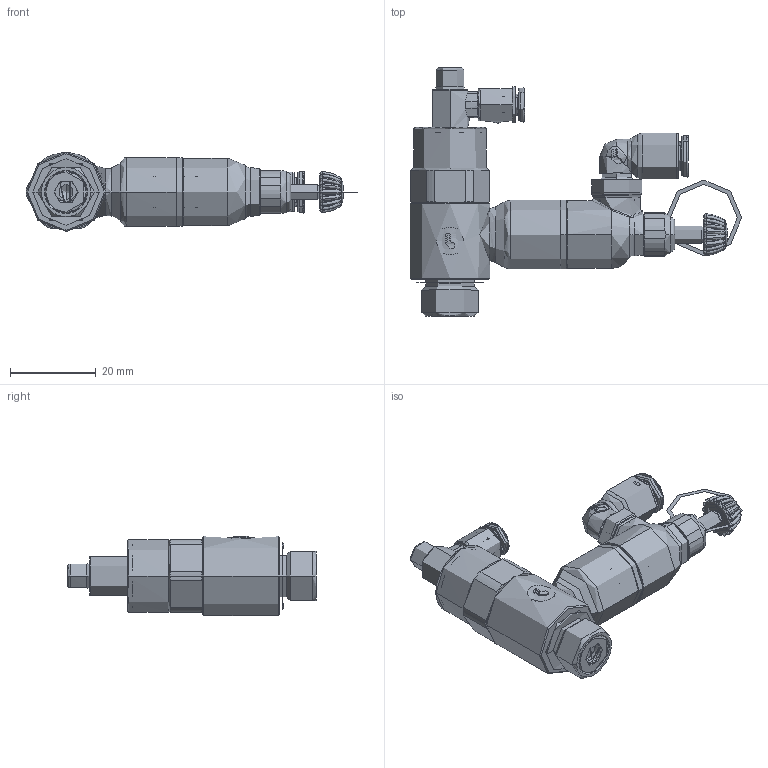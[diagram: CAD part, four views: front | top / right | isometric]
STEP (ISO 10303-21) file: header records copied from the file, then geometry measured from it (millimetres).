
FILE_DESCRIPTION(('STEP AP214'),'1');
FILE_NAME('7894_06_13.stp','2016-07-07T14:56:11',('TraceParts'),('TraceParts S.A.'),'Spatial InterOp 3D',' ',' ');
FILE_SCHEMA(('automotive_design'));
Length unit declared in the file: millimetre
Products named in the file (48): w894-06-13_asm|42101-20_ASM_86#42101-20_ASM|45110_ASM_70#45110_ASM|45140-10_67#45140-10;Solide1; w894-06-13_asm|42101-20_ASM_86#42101-20_ASM|45110_ASM_70#45110_ASM|24028-ASM_68#24028-ASM;Solide1; w894-06-13_asm|42101-20_ASM_86#42101-20_ASM|45110_ASM_70#45110_ASM|45150-10_69#45150-10;Solide1; w894-06-13_asm|42101-20_ASM_86#42101-20_ASM|44106-63_ASM_82#44106-63_ASM|44106-26_79#44106-26;Solide1; w894-06-13_asm|42101-20_ASM_86#42101-20_ASM|44106-63_ASM_82#44106-63_ASM|44106_80#44106;Solide1; w894-06-13_asm|42101-20_ASM_86#42101-20_ASM|44106-63_ASM_82#44106-63_ASM|44106-27_81#44106-27;Solide1; w894-06-13_asm|42101-20_ASM_86#42101-20_ASM|45140-33-REG-POUR-CARP_63#45140-33-REG-POUR-CARP;Solide1; w894-06-13_asm|42101-20_ASM_86#42101-20_ASM|45150-20_64#45150-20;Solide1; w894-06-13_asm|42101-20_ASM_86#42101-20_ASM|38961_65#38961;Solide1; w894-06-13_asm|42101-20_ASM_86#42101-20_ASM|23306-ASM-D14-3_D11-3_LG2-1_66#23306-ASM-D14-3_D11-3_LG2-1;Solide1; w894-06-13_asm|42101-20_ASM_86#42101-20_ASM|45150-30_71#45150-30;Solide1; w894-06-13_asm|42101-20_ASM_86#42101-20_ASM|24039-ASM_72#24039-ASM;Solide1; w894-06-13_asm|42101-20_ASM_86#42101-20_ASM|23438_ASM_DAR3_LG1-9_73#23438_ASM_DAR3_LG1-9;Solide1; w894-06-13_asm|42101-20_ASM_86#42101-20_ASM|45150-11_74#45150-11;Solide1; w894-06-13_asm|42101-20_ASM_86#42101-20_ASM|24014_ASM_D9-7_D8-1_LG1-55_75#24014_ASM_D9-7_D8-1_LG1-55;Solide1; w894-06-13_asm|42101-20_ASM_86#42101-20_ASM|44506-01_76#44506-01;Solide1; w894-06-13_asm|42101-20_ASM_86#42101-20_ASM|40426_ASM_D6_5_D5-15_LG1_45_77#40426_ASM_D6_5_D5-15_LG1_45;Solide1; w894-06-13_asm|42101-20_ASM_86#42101-20_ASM|44106-12-ASM_78#44106-12-ASM;Solide1; w894-06-13_asm|42101-20_ASM_86#42101-20_ASM|44126-20_83#44126-20;Solide1; w894-06-13_asm|42101-20_ASM_86#42101-20_ASM|45150-40_84#45150-40;Solide1; w894-06-13_asm|42101-20_ASM_86#42101-20_ASM|45140-20_85#45140-20;Solide1; w894-06-13_asm|42101-PURGE_ASM_102#42101-PURGE_ASM|44104-64_ASM_100#44104-64_ASM|44104-26_96#44104-26;Solide1; w894-06-13_asm|42101-PURGE_ASM_102#42101-PURGE_ASM|44104-64_ASM_100#44104-64_ASM|44104_97#44104;Solide1; w894-06-13_asm|42101-PURGE_ASM_102#42101-PURGE_ASM|44104-64_ASM_100#44104-64_ASM|44104-27_98#44104-27;Solide1; w894-06-13_asm|42101-PURGE_ASM_102#42101-PURGE_ASM|44104-64_ASM_100#44104-64_ASM|44124-20_99#44124-20;Solide1; w894-06-13_asm|42101-PURGE_ASM_102#42101-PURGE_ASM|42101-10_SERTI_88#42101-10_SERTI;Solide1; w894-06-13_asm|42101-PURGE_ASM_102#42101-PURGE_ASM|42101-11_89#42101-11;Solide1; w894-06-13_asm|42101-PURGE_ASM_102#42101-PURGE_ASM|42101-12_90#42101-12;Solide1; w894-06-13_asm|42101-PURGE_ASM_102#42101-PURGE_ASM|42101-13_91#42101-13;Solide1; w894-06-13_asm|42101-PURGE_ASM_102#42101-PURGE_ASM|24116_ASM_D3-9_D2-4_LG1-4_92#24116_ASM_D3-9_D2-4_LG1-4;Solide1; w894-06-13_asm|42101-PURGE_ASM_102#42101-PURGE_ASM|32785_93#32785;Solide1; w894-06-13_asm|42101-PURGE_ASM_102#42101-PURGE_ASM|23800-D6_8-D5_3-LG1_3_94#23800-D6_8-D5_3-LG1_3;Solide1; w894-06-13_asm|42101-PURGE_ASM_102#42101-PURGE_ASM|23800-D6_95-D5_5-LG1_2_95#23800-D6_95-D5_5-LG1_2;Solide1; w894-06-13_asm|42101-PURGE_ASM_102#42101-PURGE_ASM|44104-12-ASM_101#44104-12-ASM;Solide1; w894-06-13_asm|D6122-42101-01_AF1_50#D6122-42101-01_AF1;Solide1; w894-06-13_asm|42101-02_AF1_51#42101-02_AF1;Solide1; w894-06-13_asm|42101-03_AF1_52#42101-03_AF1;Solide1; w894-06-13_asm|D6122-42101-04_53#D6122-42101-04;Solide1; w894-06-13_asm|42101-05_AF1_54#42101-05_AF1;Solide1; w894-06-13_asm|42101-06_AF1_55#42101-06_AF1;Solide1 ...
Bounding box: 77.31 x 57.9 x 18.5 mm (x, y, z)
Volume: 15247.5 mm3; surface area: 24827 mm2
Topology: 48 solids, 48 shells, 3016 faces, 7752 edges, 4844 vertices
Faces by surface type: plane 804, cylinder 760, torus 625, cone 430, bspline 311, sphere 86
Entity records: 150237 total; most frequent: CARTESIAN_POINT 51837, DIRECTION 15836, ORIENTED_EDGE 15400, EDGE_CURVE 7700, AXIS2_PLACEMENT_3D 6517, VERTEX_POINT 4844, CIRCLE 3588, EDGE_LOOP 3208
